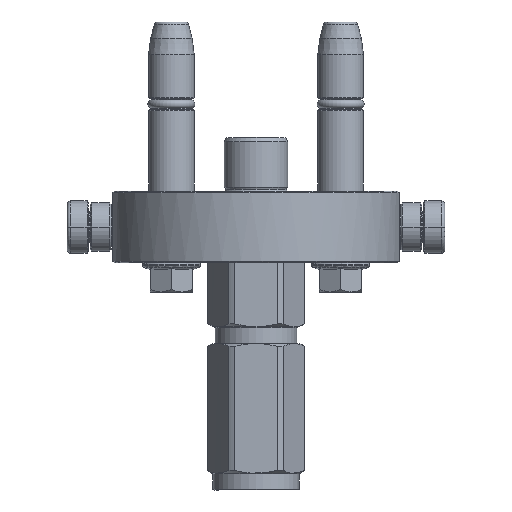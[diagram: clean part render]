
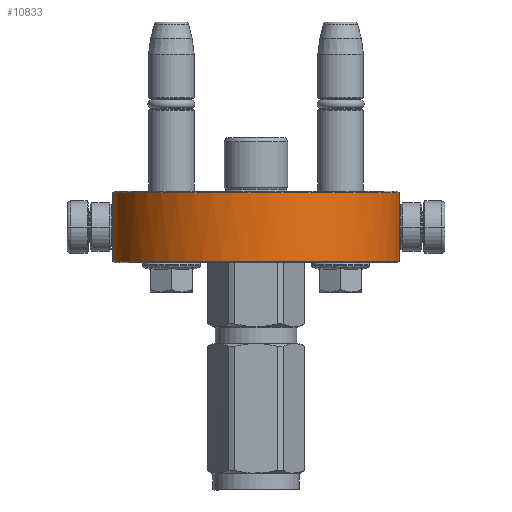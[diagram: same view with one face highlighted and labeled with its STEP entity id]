
A CAD part, left-side view. The second image highlights one B-rep face of the part: STEP entity #10833.
In plain terms, the highlighted cylindrical face has radius 44.75 mm (diameter 89.5 mm), a partial arc.
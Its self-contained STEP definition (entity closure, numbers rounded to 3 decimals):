
#273 = CARTESIAN_POINT ( 'NONE',  ( -40.114, -20.002, -0.5 ) ) ;
#447 = ORIENTED_EDGE ( 'NONE', *, *, #45258, .T. ) ;
#502 = CARTESIAN_POINT ( 'NONE',  ( -8.159, -44., -21.5 ) ) ;
#592 = CARTESIAN_POINT ( 'NONE',  ( -44.75, 2.587, -0.5 ) ) ;
#656 = VERTEX_POINT ( 'NONE', #7616 ) ;
#745 = CARTESIAN_POINT ( 'NONE',  ( -26.98, 35.795, -0.5 ) ) ;
#817 = CYLINDRICAL_SURFACE ( 'NONE', #21620, 44.75 ) ;
#1736 = EDGE_CURVE ( 'NONE', #31147, #16808, #38611, .T. ) ;
#2182 = CARTESIAN_POINT ( 'NONE',  ( -20.399, 39.914, -21.5 ) ) ;
#2493 = VERTEX_POINT ( 'NONE', #10015 ) ;
#2970 = CARTESIAN_POINT ( 'NONE',  ( -8.159, 44., -0.5 ) ) ;
#3662 = VECTOR ( 'NONE', #28338, 1000. ) ;
#5844 = CARTESIAN_POINT ( 'NONE',  ( -18.053, -41.028, -21.5 ) ) ;
#6257 = EDGE_CURVE ( 'NONE', #16808, #2493, #22712, .T. ) ;
#6304 = CARTESIAN_POINT ( 'NONE',  ( -43.632, 10.27, -21.5 ) ) ;
#7277 = CARTESIAN_POINT ( 'NONE',  ( -13.205, -42.836, -0.5 ) ) ;
#7441 = CARTESIAN_POINT ( 'NONE',  ( -40.114, 20.002, -0.5 ) ) ;
#7616 = CARTESIAN_POINT ( 'NONE',  ( -8.159, 44., -0.5 ) ) ;
#9336 = CARTESIAN_POINT ( 'NONE',  ( -13.205, -42.836, -21.5 ) ) ;
#9480 = CARTESIAN_POINT ( 'NONE',  ( -8.159, 44., -21.5 ) ) ;
#9649 = CARTESIAN_POINT ( 'NONE',  ( -24.862, 37.298, -21.5 ) ) ;
#9935 = CARTESIAN_POINT ( 'NONE',  ( -20.399, -39.914, -21.5 ) ) ;
#10015 = CARTESIAN_POINT ( 'NONE',  ( -8.159, 44., -21.5 ) ) ;
#10370 = DIRECTION ( 'NONE',  ( 0., 0., -1. ) ) ;
#10833 = ADVANCED_FACE ( 'NONE', ( #15542 ), #817, .T. ) ;
#11056 = CARTESIAN_POINT ( 'NONE',  ( -8.159, -44., -0.5 ) ) ;
#11070 = CARTESIAN_POINT ( 'NONE',  ( -20.399, 39.914, -0.5 ) ) ;
#11225 = CARTESIAN_POINT ( 'NONE',  ( -18.053, -41.028, -0.5 ) ) ;
#11327 = ORIENTED_EDGE ( 'NONE', *, *, #46706, .F. ) ;
#11538 = CARTESIAN_POINT ( 'NONE',  ( -8.159, 44., -0.5 ) ) ;
#13428 = CARTESIAN_POINT ( 'NONE',  ( -40.114, 20.002, -21.5 ) ) ;
#13581 = CARTESIAN_POINT ( 'NONE',  ( -26.98, 35.795, -21.5 ) ) ;
#14431 = ORIENTED_EDGE ( 'NONE', *, *, #6257, .F. ) ;
#14696 = CARTESIAN_POINT ( 'NONE',  ( -24.862, 37.298, -0.5 ) ) ;
#15007 = CARTESIAN_POINT ( 'NONE',  ( -26.98, -35.795, -0.5 ) ) ;
#15155 = CARTESIAN_POINT ( 'NONE',  ( -30.926, -32.448, -0.5 ) ) ;
#15542 = FACE_OUTER_BOUND ( 'NONE', #46312, .T. ) ;
#16595 = CARTESIAN_POINT ( 'NONE',  ( -44.75, 2.587, -21.5 ) ) ;
#16808 = VERTEX_POINT ( 'NONE', #502 ) ;
#16905 = DIRECTION ( 'NONE',  ( 1., 0., 0. ) ) ;
#16919 = CARTESIAN_POINT ( 'NONE',  ( -41.205, -17.646, -21.5 ) ) ;
#17224 = CARTESIAN_POINT ( 'NONE',  ( -30.926, -32.448, -21.5 ) ) ;
#18675 = CARTESIAN_POINT ( 'NONE',  ( -43.632, 10.27, -0.5 ) ) ;
#19095 = ORIENTED_EDGE ( 'NONE', *, *, #1736, .F. ) ;
#20272 = CARTESIAN_POINT ( 'NONE',  ( -13.205, 42.836, -21.5 ) ) ;
#20423 = CARTESIAN_POINT ( 'NONE',  ( -43.632, -10.27, -21.5 ) ) ;
#20883 = CARTESIAN_POINT ( 'NONE',  ( -10.702, 43.528, -21.5 ) ) ;
#21620 = AXIS2_PLACEMENT_3D ( 'NONE', #24678, #10370, #16905 ) ;
#21858 = CARTESIAN_POINT ( 'NONE',  ( -37.542, 24.492, -0.5 ) ) ;
#22023 = CARTESIAN_POINT ( 'NONE',  ( -41.205, -17.646, -0.5 ) ) ;
#22179 = CARTESIAN_POINT ( 'NONE',  ( -10.702, 43.528, -0.5 ) ) ;
#22712 = B_SPLINE_CURVE_WITH_KNOTS ( 'NONE', 3,
 ( #28006, #24385, #9336, #5844, #9935, #45796, #35312, #17224, #31629, #38652, #31478, #31168, #16919, #42284, #20423, #23928, #27543, #16595, #41988, #6304, #34849, #31317, #13428, #42144, #27858, #24235, #31015, #13581, #9649, #2182, #42594, #20272, #20883, #9480 ),
 .UNSPECIFIED., .F., .F.,
 ( 4, 2, 2, 2, 2, 2, 2, 2, 2, 2, 2, 2, 2, 2, 2, 2, 4 ),
 ( 0., 0.062, 0.125, 0.187, 0.25, 0.312, 0.375, 0.437, 0.5, 0.562, 0.625, 0.687, 0.75, 0.812, 0.875, 0.937, 1. ),
 .UNSPECIFIED. ) ;
#23928 = CARTESIAN_POINT ( 'NONE',  ( -44.525, -5.174, -21.5 ) ) ;
#24235 = CARTESIAN_POINT ( 'NONE',  ( -32.753, 30.603, -21.5 ) ) ;
#24385 = CARTESIAN_POINT ( 'NONE',  ( -10.702, -43.528, -21.5 ) ) ;
#24678 = CARTESIAN_POINT ( 'NONE',  ( 0., 0., 0. ) ) ;
#25655 = CARTESIAN_POINT ( 'NONE',  ( -37.542, -24.492, -0.5 ) ) ;
#27543 = CARTESIAN_POINT ( 'NONE',  ( -44.75, -2.587, -21.5 ) ) ;
#27825 = VECTOR ( 'NONE', #32592, 1000. ) ;
#27858 = CARTESIAN_POINT ( 'NONE',  ( -36.061, 26.624, -21.5 ) ) ;
#28006 = CARTESIAN_POINT ( 'NONE',  ( -8.159, -44., -21.5 ) ) ;
#28338 = DIRECTION ( 'NONE',  ( 0., 0., -1. ) ) ;
#29127 = CARTESIAN_POINT ( 'NONE',  ( -44.525, 5.174, -0.5 ) ) ;
#29286 = CARTESIAN_POINT ( 'NONE',  ( -20.399, -39.914, -0.5 ) ) ;
#29601 = CARTESIAN_POINT ( 'NONE',  ( -36.061, 26.624, -0.5 ) ) ;
#31015 = CARTESIAN_POINT ( 'NONE',  ( -30.926, 32.448, -21.5 ) ) ;
#31147 = VERTEX_POINT ( 'NONE', #33541 ) ;
#31168 = CARTESIAN_POINT ( 'NONE',  ( -40.114, -20.002, -21.5 ) ) ;
#31317 = CARTESIAN_POINT ( 'NONE',  ( -41.205, 17.646, -21.5 ) ) ;
#31478 = CARTESIAN_POINT ( 'NONE',  ( -37.542, -24.492, -21.5 ) ) ;
#31629 = CARTESIAN_POINT ( 'NONE',  ( -32.753, -30.603, -21.5 ) ) ;
#32592 = DIRECTION ( 'NONE',  ( 0., 0., -1. ) ) ;
#32757 = CARTESIAN_POINT ( 'NONE',  ( -32.753, -30.603, -0.5 ) ) ;
#32924 = CARTESIAN_POINT ( 'NONE',  ( -44.75, -2.587, -0.5 ) ) ;
#33072 = CARTESIAN_POINT ( 'NONE',  ( -36.061, -26.624, -0.5 ) ) ;
#33239 = CARTESIAN_POINT ( 'NONE',  ( -42.964, -12.78, -0.5 ) ) ;
#33541 = CARTESIAN_POINT ( 'NONE',  ( -8.159, -44., -0.5 ) ) ;
#34849 = CARTESIAN_POINT ( 'NONE',  ( -42.964, 12.78, -21.5 ) ) ;
#35047 = B_SPLINE_CURVE_WITH_KNOTS ( 'NONE', 3,
 ( #11538, #22179, #36747, #39899, #11070, #14696, #745, #40066, #36908, #29601, #21858, #7441, #43883, #36425, #18675, #29127, #592, #32924, #43562, #43717, #33239, #22023, #273, #25655, #33072, #32757, #15155, #15007, #44040, #29286, #11225, #7277, #40227, #36590 ),
 .UNSPECIFIED., .F., .F.,
 ( 4, 2, 2, 2, 2, 2, 2, 2, 2, 2, 2, 2, 2, 2, 2, 2, 4 ),
 ( 0., 0.063, 0.125, 0.188, 0.25, 0.313, 0.375, 0.438, 0.5, 0.563, 0.625, 0.688, 0.75, 0.813, 0.875, 0.938, 1. ),
 .UNSPECIFIED. ) ;
#35312 = CARTESIAN_POINT ( 'NONE',  ( -26.98, -35.795, -21.5 ) ) ;
#36425 = CARTESIAN_POINT ( 'NONE',  ( -42.964, 12.78, -0.5 ) ) ;
#36590 = CARTESIAN_POINT ( 'NONE',  ( -8.159, -44., -0.5 ) ) ;
#36747 = CARTESIAN_POINT ( 'NONE',  ( -13.205, 42.836, -0.5 ) ) ;
#36908 = CARTESIAN_POINT ( 'NONE',  ( -32.753, 30.603, -0.5 ) ) ;
#38611 = LINE ( 'NONE', #11056, #27825 ) ;
#38652 = CARTESIAN_POINT ( 'NONE',  ( -36.061, -26.624, -21.5 ) ) ;
#39899 = CARTESIAN_POINT ( 'NONE',  ( -18.053, 41.028, -0.5 ) ) ;
#39976 = LINE ( 'NONE', #2970, #3662 ) ;
#40066 = CARTESIAN_POINT ( 'NONE',  ( -30.926, 32.448, -0.5 ) ) ;
#40227 = CARTESIAN_POINT ( 'NONE',  ( -10.702, -43.528, -0.5 ) ) ;
#41988 = CARTESIAN_POINT ( 'NONE',  ( -44.525, 5.174, -21.5 ) ) ;
#42144 = CARTESIAN_POINT ( 'NONE',  ( -37.542, 24.492, -21.5 ) ) ;
#42284 = CARTESIAN_POINT ( 'NONE',  ( -42.964, -12.78, -21.5 ) ) ;
#42594 = CARTESIAN_POINT ( 'NONE',  ( -18.053, 41.028, -21.5 ) ) ;
#43562 = CARTESIAN_POINT ( 'NONE',  ( -44.525, -5.174, -0.5 ) ) ;
#43717 = CARTESIAN_POINT ( 'NONE',  ( -43.632, -10.27, -0.5 ) ) ;
#43883 = CARTESIAN_POINT ( 'NONE',  ( -41.205, 17.646, -0.5 ) ) ;
#44040 = CARTESIAN_POINT ( 'NONE',  ( -24.862, -37.298, -0.5 ) ) ;
#45258 = EDGE_CURVE ( 'NONE', #656, #2493, #39976, .T. ) ;
#45796 = CARTESIAN_POINT ( 'NONE',  ( -24.862, -37.298, -21.5 ) ) ;
#46312 = EDGE_LOOP ( 'NONE', ( #447, #14431, #19095, #11327 ) ) ;
#46706 = EDGE_CURVE ( 'NONE', #656, #31147, #35047, .T. ) ;
